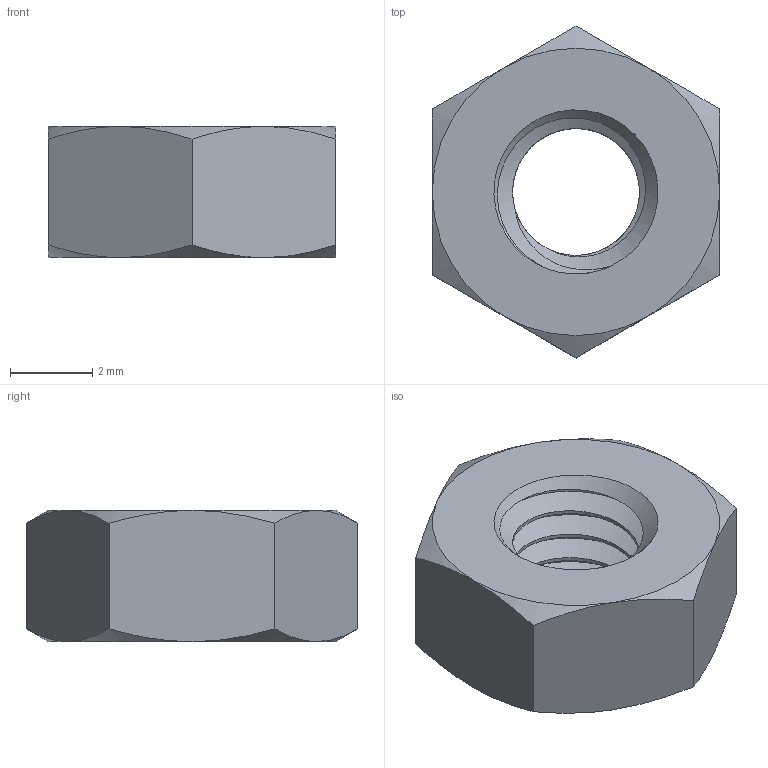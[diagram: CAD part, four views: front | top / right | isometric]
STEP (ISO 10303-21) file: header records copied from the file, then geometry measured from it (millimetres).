
FILE_DESCRIPTION( ( '' ), ' ' );
FILE_NAME( '5a2adefc5214870eedd3ed1b.step', '2017-12-08T18:50:36', ( '' ), ( '' ), ' ', ' ', ' ' );
FILE_SCHEMA( ( 'AUTOMOTIVE_DESIGN { 1 0 10303 214 1 1 1 1 }' ) );
Length unit declared in the file: metre
Products named in the file (1): 2801-0004-0032
Bounding box: 7 x 8.08 x 3.2 mm (x, y, z)
Volume: 102.3 mm3; surface area: 194.8 mm2
Topology: 1 solids, 1 shells, 26 faces, 78 edges, 54 vertices
Faces by surface type: cone 14, plane 8, cylinder 2, bspline 2
Entity records: 1759 total; most frequent: CARTESIAN_POINT 940, ORIENTED_EDGE 156, DIRECTION 92, EDGE_CURVE 78, VERTEX_POINT 54, AXIS2_PLACEMENT_3D 43, B_SPLINE_CURVE_WITH_KNOTS 32, EDGE_LOOP 28
